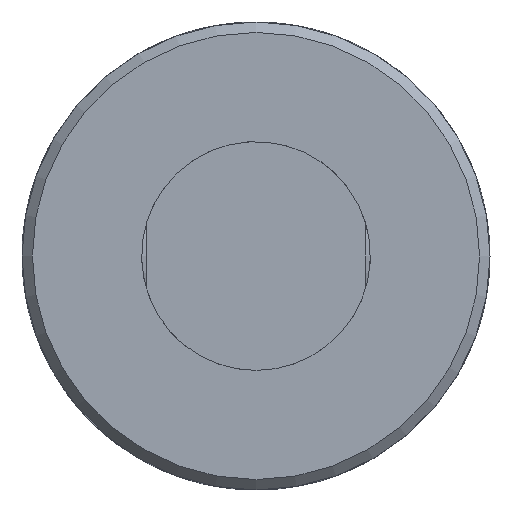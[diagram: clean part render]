
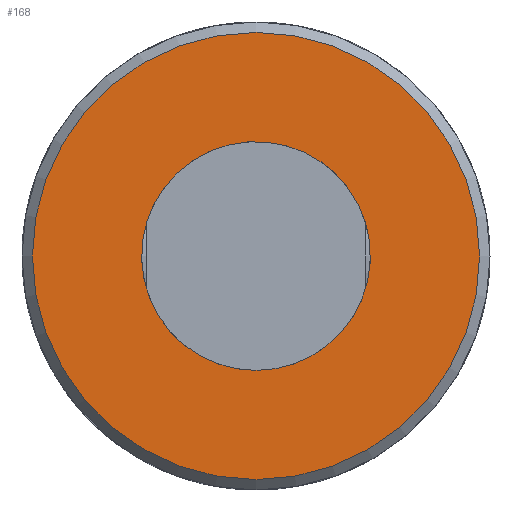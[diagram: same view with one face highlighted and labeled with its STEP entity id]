
A CAD part, left-side view. The second image highlights one B-rep face of the part: STEP entity #168.
In plain terms, the highlighted planar face has unit normal (-1, 0, 0).
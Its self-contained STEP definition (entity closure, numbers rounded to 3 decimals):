
#168 = ADVANCED_FACE( '', ( #327, #328 ), #329, .F. );
#327 = FACE_OUTER_BOUND( '', #475, .T. );
#328 = FACE_BOUND( '', #476, .T. );
#329 = PLANE( '', #477 );
#475 = EDGE_LOOP( '', ( #724 ) );
#476 = EDGE_LOOP( '', ( #725 ) );
#477 = AXIS2_PLACEMENT_3D( '', #726, #727, #728 );
#724 = ORIENTED_EDGE( '', *, *, #840, .F. );
#725 = ORIENTED_EDGE( '', *, *, #874, .T. );
#726 = CARTESIAN_POINT( '', ( 0., 0., 0. ) );
#727 = DIRECTION( '', ( 1., 0., 0. ) );
#728 = DIRECTION( '', ( 0., 0., -1. ) );
#840 = EDGE_CURVE( '', #976, #976, #977, .T. );
#874 = EDGE_CURVE( '', #1020, #1020, #1021, .T. );
#976 = VERTEX_POINT( '', #1563 );
#977 = CIRCLE( '', #1564, 21.5 );
#1020 = VERTEX_POINT( '', #1621 );
#1021 = CIRCLE( '', #1622, 11. );
#1563 = CARTESIAN_POINT( '', ( 0., 0., -21.5 ) );
#1564 = AXIS2_PLACEMENT_3D( '', #1701, #1702, #1703 );
#1621 = CARTESIAN_POINT( '', ( 0., 0., -11. ) );
#1622 = AXIS2_PLACEMENT_3D( '', #1730, #1731, #1732 );
#1701 = CARTESIAN_POINT( '', ( 0., 0., 0. ) );
#1702 = DIRECTION( '', ( 1., 0., 0. ) );
#1703 = DIRECTION( '', ( 0., 0., -1. ) );
#1730 = CARTESIAN_POINT( '', ( 0., 0., 0. ) );
#1731 = DIRECTION( '', ( 1., 0., 0. ) );
#1732 = DIRECTION( '', ( 0., 0., -1. ) );
